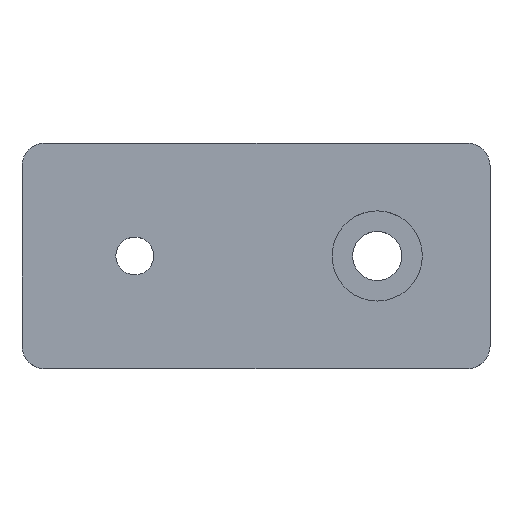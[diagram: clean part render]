
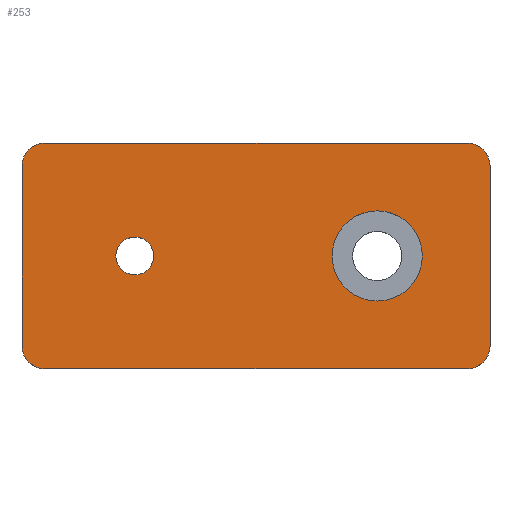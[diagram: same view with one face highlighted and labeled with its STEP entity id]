
A CAD part, top view. The second image highlights one B-rep face of the part: STEP entity #253.
In plain terms, the highlighted planar face has unit normal (0, 0, 1).
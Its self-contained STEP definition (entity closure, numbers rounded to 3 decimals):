
#18=FACE_BOUND('',#58,.T.);
#19=FACE_BOUND('',#59,.T.);
#26=PLANE('',#304);
#40=FACE_OUTER_BOUND('',#57,.T.);
#57=EDGE_LOOP('',(#223,#224,#225,#226,#227,#228,#229,#230));
#58=EDGE_LOOP('',(#231));
#59=EDGE_LOOP('',(#232));
#64=LINE('',#397,#83);
#70=LINE('',#421,#89);
#73=LINE('',#429,#92);
#78=LINE('',#450,#97);
#83=VECTOR('',#319,10.);
#89=VECTOR('',#343,10.);
#92=VECTOR('',#352,10.);
#97=VECTOR('',#379,10.);
#98=CIRCLE('',#278,2.);
#105=CIRCLE('',#288,2.);
#106=CIRCLE('',#291,2.);
#107=CIRCLE('',#294,2.);
#108=CIRCLE('',#296,4.);
#111=CIRCLE('',#301,1.675);
#112=VERTEX_POINT('',#384);
#113=VERTEX_POINT('',#385);
#117=VERTEX_POINT('',#395);
#125=VERTEX_POINT('',#415);
#126=VERTEX_POINT('',#419);
#127=VERTEX_POINT('',#423);
#128=VERTEX_POINT('',#427);
#129=VERTEX_POINT('',#431);
#130=VERTEX_POINT('',#435);
#133=VERTEX_POINT('',#444);
#134=EDGE_CURVE('',#112,#113,#98,.T.);
#140=EDGE_CURVE('',#112,#117,#64,.T.);
#149=EDGE_CURVE('',#125,#117,#105,.T.);
#152=EDGE_CURVE('',#125,#126,#70,.T.);
#153=EDGE_CURVE('',#127,#126,#106,.T.);
#156=EDGE_CURVE('',#127,#128,#73,.T.);
#157=EDGE_CURVE('',#129,#128,#107,.T.);
#159=EDGE_CURVE('',#130,#130,#108,.T.);
#163=EDGE_CURVE('',#133,#133,#111,.T.);
#166=EDGE_CURVE('',#129,#113,#78,.T.);
#223=ORIENTED_EDGE('',*,*,#134,.F.);
#224=ORIENTED_EDGE('',*,*,#140,.T.);
#225=ORIENTED_EDGE('',*,*,#149,.F.);
#226=ORIENTED_EDGE('',*,*,#152,.T.);
#227=ORIENTED_EDGE('',*,*,#153,.F.);
#228=ORIENTED_EDGE('',*,*,#156,.T.);
#229=ORIENTED_EDGE('',*,*,#157,.F.);
#230=ORIENTED_EDGE('',*,*,#166,.T.);
#231=ORIENTED_EDGE('',*,*,#159,.T.);
#232=ORIENTED_EDGE('',*,*,#163,.T.);
#253=ADVANCED_FACE('',(#40,#18,#19),#26,.T.);
#278=AXIS2_PLACEMENT_3D('',#386,#309,#310);
#288=AXIS2_PLACEMENT_3D('',#416,#337,#338);
#291=AXIS2_PLACEMENT_3D('',#424,#346,#347);
#294=AXIS2_PLACEMENT_3D('',#432,#355,#356);
#296=AXIS2_PLACEMENT_3D('',#436,#360,#361);
#301=AXIS2_PLACEMENT_3D('',#445,#371,#372);
#304=AXIS2_PLACEMENT_3D('',#451,#380,#381);
#309=DIRECTION('center_axis',(0.,0.,-1.));
#310=DIRECTION('ref_axis',(-0.707,-0.707,0.));
#319=DIRECTION('',(1.,0.,0.));
#337=DIRECTION('center_axis',(0.,0.,-1.));
#338=DIRECTION('ref_axis',(0.707,-0.707,0.));
#343=DIRECTION('',(0.,1.,0.));
#346=DIRECTION('center_axis',(0.,0.,-1.));
#347=DIRECTION('ref_axis',(0.707,0.707,0.));
#352=DIRECTION('',(-1.,0.,0.));
#355=DIRECTION('center_axis',(0.,0.,-1.));
#356=DIRECTION('ref_axis',(-0.707,0.707,0.));
#360=DIRECTION('center_axis',(0.,0.,-1.));
#361=DIRECTION('ref_axis',(1.,0.,0.));
#371=DIRECTION('center_axis',(0.,0.,-1.));
#372=DIRECTION('ref_axis',(-1.,0.,0.));
#379=DIRECTION('',(0.,-1.,0.));
#380=DIRECTION('center_axis',(0.,0.,1.));
#381=DIRECTION('ref_axis',(1.,0.,0.));
#384=CARTESIAN_POINT('',(2.,0.,5.));
#385=CARTESIAN_POINT('',(0.,2.,5.));
#386=CARTESIAN_POINT('Origin',(2.,2.,5.));
#395=CARTESIAN_POINT('',(39.5,0.,5.));
#397=CARTESIAN_POINT('',(0.,0.,5.));
#415=CARTESIAN_POINT('',(41.5,2.,5.));
#416=CARTESIAN_POINT('Origin',(39.5,2.,5.));
#419=CARTESIAN_POINT('',(41.5,18.,5.));
#421=CARTESIAN_POINT('',(41.5,0.,5.));
#423=CARTESIAN_POINT('',(39.5,20.,5.));
#424=CARTESIAN_POINT('Origin',(39.5,18.,5.));
#427=CARTESIAN_POINT('',(2.,20.,5.));
#429=CARTESIAN_POINT('',(41.5,20.,5.));
#431=CARTESIAN_POINT('',(0.,18.,5.));
#432=CARTESIAN_POINT('Origin',(2.,18.,5.));
#435=CARTESIAN_POINT('',(27.5,10.,5.));
#436=CARTESIAN_POINT('Origin',(31.5,10.,5.));
#444=CARTESIAN_POINT('',(11.675,10.,5.));
#445=CARTESIAN_POINT('Origin',(10.,10.,5.));
#450=CARTESIAN_POINT('',(0.,20.,5.));
#451=CARTESIAN_POINT('Origin',(20.75,10.,5.));
